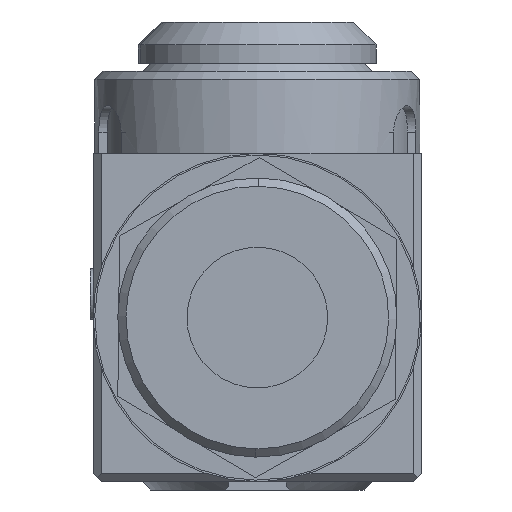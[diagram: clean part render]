
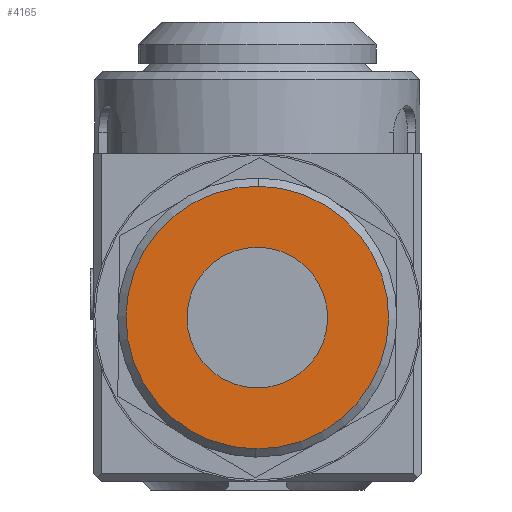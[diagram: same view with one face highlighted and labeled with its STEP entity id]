
A CAD part, front view. The second image highlights one B-rep face of the part: STEP entity #4165.
In plain terms, the highlighted planar face has unit normal (0, -1, 0).
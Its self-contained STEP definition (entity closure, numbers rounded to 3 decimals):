
#106 = EDGE_CURVE ( 'NONE', #3868, #392, #4320, .T. ) ;
#189 = ORIENTED_EDGE ( 'NONE', *, *, #3370, .T. ) ;
#204 = CARTESIAN_POINT ( 'NONE',  ( 0., -13., 0. ) ) ;
#357 = FACE_OUTER_BOUND ( 'NONE', #3862, .T. ) ;
#392 = VERTEX_POINT ( 'NONE', #4017 ) ;
#560 = DIRECTION ( 'NONE',  ( 0., 0., 1. ) ) ;
#689 = CIRCLE ( 'NONE', #3534, 8. ) ;
#871 = ORIENTED_EDGE ( 'NONE', *, *, #3144, .F. ) ;
#1114 = VERTEX_POINT ( 'NONE', #2716 ) ;
#1135 = ORIENTED_EDGE ( 'NONE', *, *, #3541, .T. ) ;
#1357 = CARTESIAN_POINT ( 'NONE',  ( 0., -13., 0. ) ) ;
#1404 = DIRECTION ( 'NONE',  ( 0., 0., 1. ) ) ;
#1519 = CARTESIAN_POINT ( 'NONE',  ( 0., -13., 8. ) ) ;
#1716 = DIRECTION ( 'NONE',  ( 0., 0., 1. ) ) ;
#1832 = CARTESIAN_POINT ( 'NONE',  ( 0., -13., 0. ) ) ;
#2104 = CARTESIAN_POINT ( 'NONE',  ( 0., -13., 0. ) ) ;
#2182 = DIRECTION ( 'NONE',  ( 0., 0., -1. ) ) ;
#2377 = CIRCLE ( 'NONE', #3426, 8. ) ;
#2651 = DIRECTION ( 'NONE',  ( 0., -1., 0. ) ) ;
#2706 = CARTESIAN_POINT ( 'NONE',  ( 0., -13., 0. ) ) ;
#2716 = CARTESIAN_POINT ( 'NONE',  ( 0., -13., -8. ) ) ;
#2905 = ORIENTED_EDGE ( 'NONE', *, *, #106, .F. ) ;
#2984 = CARTESIAN_POINT ( 'NONE',  ( 0., -13., -4.283 ) ) ;
#3003 = DIRECTION ( 'NONE',  ( 0., 0., -1. ) ) ;
#3010 = EDGE_LOOP ( 'NONE', ( #2905, #871 ) ) ;
#3124 = PLANE ( 'NONE',  #3166 ) ;
#3144 = EDGE_CURVE ( 'NONE', #392, #3868, #3354, .T. ) ;
#3166 = AXIS2_PLACEMENT_3D ( 'NONE', #2104, #3478, #1404 ) ;
#3354 = CIRCLE ( 'NONE', #4182, 4.283 ) ;
#3370 = EDGE_CURVE ( 'NONE', #1114, #3753, #2377, .T. ) ;
#3426 = AXIS2_PLACEMENT_3D ( 'NONE', #204, #2651, #560 ) ;
#3478 = DIRECTION ( 'NONE',  ( 0., 1., 0. ) ) ;
#3534 = AXIS2_PLACEMENT_3D ( 'NONE', #1357, #3768, #1716 ) ;
#3541 = EDGE_CURVE ( 'NONE', #3753, #1114, #689, .T. ) ;
#3753 = VERTEX_POINT ( 'NONE', #1519 ) ;
#3768 = DIRECTION ( 'NONE',  ( 0., -1., 0. ) ) ;
#3831 = DIRECTION ( 'NONE',  ( 0., -1., 0. ) ) ;
#3862 = EDGE_LOOP ( 'NONE', ( #1135, #189 ) ) ;
#3868 = VERTEX_POINT ( 'NONE', #2984 ) ;
#3886 = AXIS2_PLACEMENT_3D ( 'NONE', #2706, #3831, #3003 ) ;
#3932 = FACE_BOUND ( 'NONE', #3010, .T. ) ;
#4017 = CARTESIAN_POINT ( 'NONE',  ( 0., -13., 4.283 ) ) ;
#4165 = ADVANCED_FACE ( 'NONE', ( #3932, #357 ), #3124, .F. ) ;
#4182 = AXIS2_PLACEMENT_3D ( 'NONE', #1832, #4226, #2182 ) ;
#4226 = DIRECTION ( 'NONE',  ( 0., -1., 0. ) ) ;
#4320 = CIRCLE ( 'NONE', #3886, 4.283 ) ;
